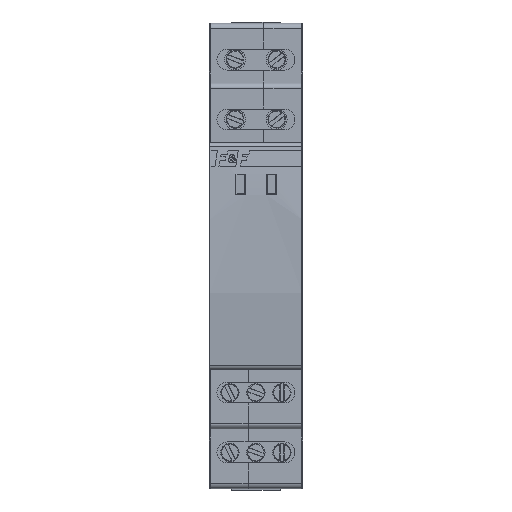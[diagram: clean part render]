
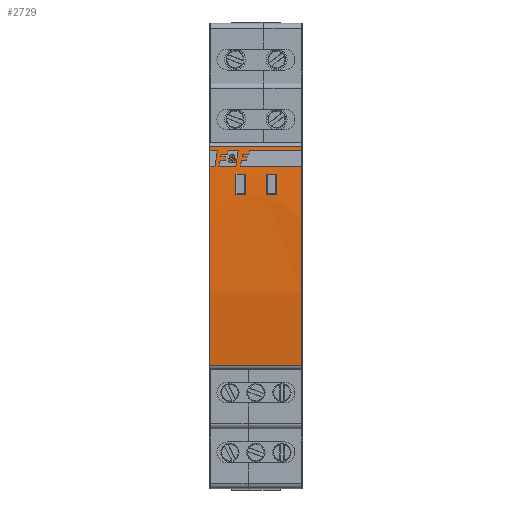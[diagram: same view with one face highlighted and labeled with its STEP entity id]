
A CAD part, front view. The second image highlights one B-rep face of the part: STEP entity #2729.
In plain terms, the highlighted cylindrical face has radius 180.874 mm (diameter 361.747 mm), a partial arc.
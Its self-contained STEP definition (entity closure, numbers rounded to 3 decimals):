
#2729=ADVANCED_FACE('',(#6113,#6115,#6117),#6119,.T.);
#6113=FACE_BOUND('',#6114,.T.);
#6114=EDGE_LOOP('',(#10204,#10205,#10206,#10207));
#6115=FACE_BOUND('',#6116,.T.);
#6116=EDGE_LOOP('',(#10208,#10209,#10210,#10211));
#6117=FACE_BOUND('',#6118,.T.);
#6118=EDGE_LOOP('',(#10212,#10213,#10214,#10215));
#6119=CYLINDRICAL_SURFACE('',#6120,180.874);
#6120=AXIS2_PLACEMENT_3D('',#6121,#6122,#6123);
#6121=CARTESIAN_POINT('',(0.,177.971,0.25));
#6122=DIRECTION('',(1.,0.,0.));
#6123=DIRECTION('',(0.,-0.993,0.12));
#10204=ORIENTED_EDGE('',*,*,#12514,.F.);
#10205=ORIENTED_EDGE('',*,*,#12515,.F.);
#10206=ORIENTED_EDGE('',*,*,#12516,.T.);
#10207=ORIENTED_EDGE('',*,*,#12517,.T.);
#10208=ORIENTED_EDGE('',*,*,#12518,.T.);
#10209=ORIENTED_EDGE('',*,*,#12519,.T.);
#10210=ORIENTED_EDGE('',*,*,#12520,.T.);
#10211=ORIENTED_EDGE('',*,*,#12521,.T.);
#10212=ORIENTED_EDGE('',*,*,#12522,.T.);
#10213=ORIENTED_EDGE('',*,*,#12523,.T.);
#10214=ORIENTED_EDGE('',*,*,#12524,.T.);
#10215=ORIENTED_EDGE('',*,*,#12525,.T.);
#12514=EDGE_CURVE('',#15032,#15033,#15034,.T.);
#12515=EDGE_CURVE('',#15035,#15032,#15036,.T.);
#12516=EDGE_CURVE('',#15035,#15037,#15038,.T.);
#12517=EDGE_CURVE('',#15037,#15033,#15039,.T.);
#12518=EDGE_CURVE('',#15040,#15041,#15042,.T.);
#12519=EDGE_CURVE('',#15041,#15043,#15044,.F.);
#12520=EDGE_CURVE('',#15043,#15045,#15046,.F.);
#12521=EDGE_CURVE('',#15045,#15040,#15047,.T.);
#12522=EDGE_CURVE('',#15048,#15049,#15050,.T.);
#12523=EDGE_CURVE('',#15049,#15051,#15052,.F.);
#12524=EDGE_CURVE('',#15051,#15053,#15054,.F.);
#12525=EDGE_CURVE('',#15053,#15048,#15055,.T.);
#15032=VERTEX_POINT('',#20419);
#15033=VERTEX_POINT('',#20420);
#15034=CIRCLE('',#20421,180.874);
#15035=VERTEX_POINT('',#20425);
#15036=LINE('',#20426,#20427);
#15037=VERTEX_POINT('',#20429);
#15038=CIRCLE('',#20430,180.874);
#15039=LINE('',#20434,#20435);
#15040=VERTEX_POINT('',#20437);
#15041=VERTEX_POINT('',#20438);
#15042=CIRCLE('',#20439,180.874);
#15043=VERTEX_POINT('',#20443);
#15044=LINE('',#20444,#20445);
#15045=VERTEX_POINT('',#20447);
#15046=CIRCLE('',#20448,180.874);
#15047=LINE('',#20452,#20453);
#15048=VERTEX_POINT('',#20455);
#15049=VERTEX_POINT('',#20456);
#15050=CIRCLE('',#20457,180.874);
#15051=VERTEX_POINT('',#20461);
#15052=LINE('',#20462,#20463);
#15053=VERTEX_POINT('',#20465);
#15054=CIRCLE('',#20466,180.874);
#15055=LINE('',#20470,#20471);
#20419=CARTESIAN_POINT('',(17.85,-1.664,21.382));
#20420=CARTESIAN_POINT('',(17.85,-1.664,-20.882));
#20421=AXIS2_PLACEMENT_3D('',#20422,#20423,#20424);
#20422=CARTESIAN_POINT('',(17.85,177.971,0.25));
#20423=DIRECTION('',(1.,0.,0.));
#20424=DIRECTION('',(0.,-0.993,0.117));
#20425=CARTESIAN_POINT('',(0.15,-1.664,21.382));
#20426=CARTESIAN_POINT('',(0.15,-1.664,21.382));
#20427=VECTOR('',#20428,1.);
#20428=DIRECTION('',(1.,0.,0.));
#20429=CARTESIAN_POINT('',(0.15,-1.664,-20.882));
#20430=AXIS2_PLACEMENT_3D('',#20431,#20432,#20433);
#20431=CARTESIAN_POINT('',(0.15,177.971,0.25));
#20432=DIRECTION('',(1.,0.,0.));
#20433=DIRECTION('',(0.,-0.993,0.117));
#20434=CARTESIAN_POINT('',(0.15,-1.664,-20.882));
#20435=VECTOR('',#20436,1.);
#20436=DIRECTION('',(1.,0.,0.));
#20437=CARTESIAN_POINT('',(7.,-2.216,16.));
#20438=CARTESIAN_POINT('',(7.,-2.521,12.));
#20439=AXIS2_PLACEMENT_3D('',#20440,#20441,#20442);
#20440=CARTESIAN_POINT('',(7.,177.971,0.25));
#20441=DIRECTION('',(1.,0.,0.));
#20442=DIRECTION('',(0.,-0.996,0.087));
#20443=CARTESIAN_POINT('',(5.,-2.521,12.));
#20444=CARTESIAN_POINT('',(5.,-2.521,12.));
#20445=VECTOR('',#20446,1.);
#20446=DIRECTION('',(1.,0.,0.));
#20447=CARTESIAN_POINT('',(5.,-2.216,16.));
#20448=AXIS2_PLACEMENT_3D('',#20449,#20450,#20451);
#20449=CARTESIAN_POINT('',(5.,177.971,0.25));
#20450=DIRECTION('',(1.,0.,0.));
#20451=DIRECTION('',(0.,-0.996,0.087));
#20452=CARTESIAN_POINT('',(5.,-2.216,16.));
#20453=VECTOR('',#20454,1.);
#20454=DIRECTION('',(1.,0.,0.));
#20455=CARTESIAN_POINT('',(13.,-2.216,16.));
#20456=CARTESIAN_POINT('',(13.,-2.521,12.));
#20457=AXIS2_PLACEMENT_3D('',#20458,#20459,#20460);
#20458=CARTESIAN_POINT('',(13.,177.971,0.25));
#20459=DIRECTION('',(1.,0.,0.));
#20460=DIRECTION('',(0.,-0.996,0.087));
#20461=CARTESIAN_POINT('',(11.,-2.521,12.));
#20462=CARTESIAN_POINT('',(11.,-2.521,12.));
#20463=VECTOR('',#20464,1.);
#20464=DIRECTION('',(1.,0.,0.));
#20465=CARTESIAN_POINT('',(11.,-2.216,16.));
#20466=AXIS2_PLACEMENT_3D('',#20467,#20468,#20469);
#20467=CARTESIAN_POINT('',(11.,177.971,0.25));
#20468=DIRECTION('',(1.,0.,0.));
#20469=DIRECTION('',(0.,-0.996,0.087));
#20470=CARTESIAN_POINT('',(11.,-2.216,16.));
#20471=VECTOR('',#20472,1.);
#20472=DIRECTION('',(1.,0.,0.));
